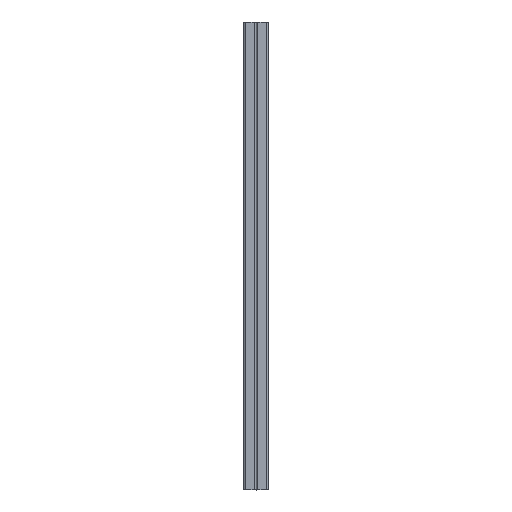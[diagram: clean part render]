
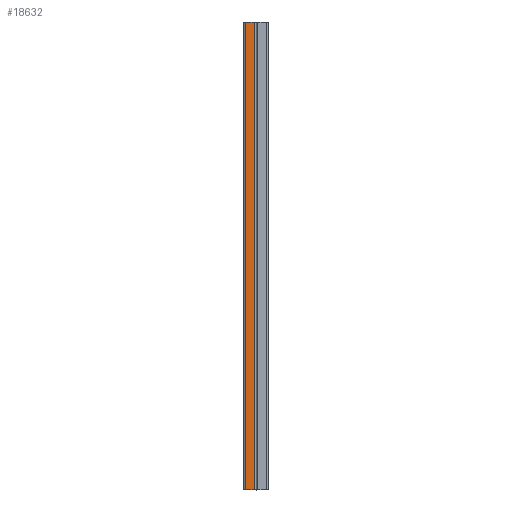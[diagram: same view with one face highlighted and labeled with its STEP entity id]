
A CAD part, left-side view. The second image highlights one B-rep face of the part: STEP entity #18632.
In plain terms, the highlighted planar face has unit normal (-1, 0, 0).
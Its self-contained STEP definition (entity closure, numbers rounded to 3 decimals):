
#26 = CARTESIAN_POINT ( 'NONE',  ( -20.5, 18., -800. ) ) ;
#1683 = CARTESIAN_POINT ( 'NONE',  ( -20.5, 3., -800. ) ) ;
#3418 = LINE ( 'NONE', #19096, #20928 ) ;
#6675 = VERTEX_POINT ( 'NONE', #1683 ) ;
#6846 = VECTOR ( 'NONE', #31579, 1000. ) ;
#6876 = CARTESIAN_POINT ( 'NONE',  ( -20.5, 0., -800. ) ) ;
#8134 = DIRECTION ( 'NONE',  ( 1., 0., 0. ) ) ;
#8293 = DIRECTION ( 'NONE',  ( 0., 0., -1. ) ) ;
#8457 = EDGE_CURVE ( 'NONE', #6675, #32715, #25161, .T. ) ;
#9656 = AXIS2_PLACEMENT_3D ( 'NONE', #36218, #8134, #8293 ) ;
#11353 = ORIENTED_EDGE ( 'NONE', *, *, #16425, .T. ) ;
#12524 = FACE_OUTER_BOUND ( 'NONE', #20472, .T. ) ;
#14300 = EDGE_CURVE ( 'NONE', #15544, #34648, #44046, .T. ) ;
#15544 = VERTEX_POINT ( 'NONE', #26 ) ;
#15614 = DIRECTION ( 'NONE',  ( 0., 0., 1. ) ) ;
#16425 = EDGE_CURVE ( 'NONE', #32715, #34648, #3418, .T. ) ;
#16531 = ORIENTED_EDGE ( 'NONE', *, *, #8457, .T. ) ;
#17316 = EDGE_CURVE ( 'NONE', #6675, #15544, #23574, .T. ) ;
#18140 = ORIENTED_EDGE ( 'NONE', *, *, #14300, .F. ) ;
#18632 = ADVANCED_FACE ( 'NONE', ( #12524 ), #28905, .F. ) ;
#18976 = CARTESIAN_POINT ( 'NONE',  ( -20.5, 3., -400. ) ) ;
#19096 = CARTESIAN_POINT ( 'NONE',  ( -20.5, 0., 0. ) ) ;
#20472 = EDGE_LOOP ( 'NONE', ( #11353, #18140, #31635, #16531 ) ) ;
#20928 = VECTOR ( 'NONE', #29920, 1000. ) ;
#23574 = LINE ( 'NONE', #6876, #30129 ) ;
#24085 = CARTESIAN_POINT ( 'NONE',  ( -20.5, 18., -400. ) ) ;
#25161 = LINE ( 'NONE', #18976, #40449 ) ;
#28905 = PLANE ( 'NONE',  #9656 ) ;
#29920 = DIRECTION ( 'NONE',  ( 0., 1., 0. ) ) ;
#30129 = VECTOR ( 'NONE', #32216, 1000. ) ;
#30814 = CARTESIAN_POINT ( 'NONE',  ( -20.5, 18., 0. ) ) ;
#31579 = DIRECTION ( 'NONE',  ( 0., 0., 1. ) ) ;
#31635 = ORIENTED_EDGE ( 'NONE', *, *, #17316, .F. ) ;
#32216 = DIRECTION ( 'NONE',  ( 0., 1., 0. ) ) ;
#32715 = VERTEX_POINT ( 'NONE', #32737 ) ;
#32737 = CARTESIAN_POINT ( 'NONE',  ( -20.5, 3., 0. ) ) ;
#34648 = VERTEX_POINT ( 'NONE', #30814 ) ;
#36218 = CARTESIAN_POINT ( 'NONE',  ( -20.5, 0., -400. ) ) ;
#40449 = VECTOR ( 'NONE', #15614, 1000. ) ;
#44046 = LINE ( 'NONE', #24085, #6846 ) ;
